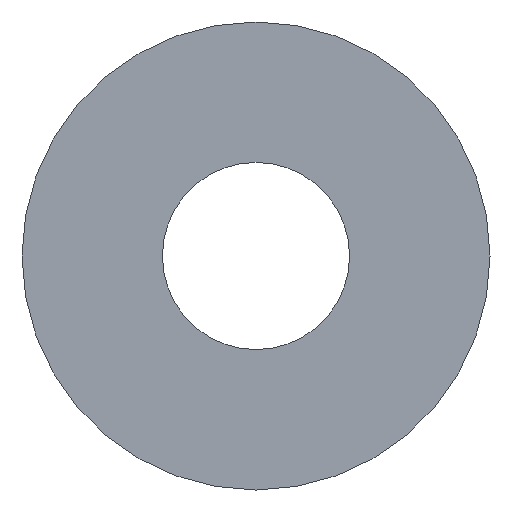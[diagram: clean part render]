
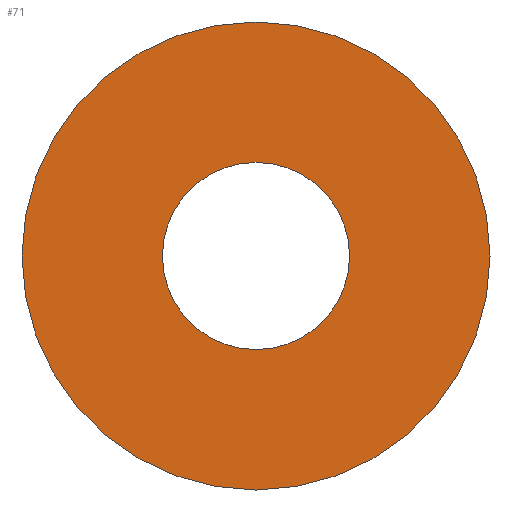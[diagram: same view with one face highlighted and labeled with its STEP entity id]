
A CAD part, left-side view. The second image highlights one B-rep face of the part: STEP entity #71.
In plain terms, the highlighted planar face has unit normal (-1, 0, 0).
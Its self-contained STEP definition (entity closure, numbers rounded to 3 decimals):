
#21=PLANE('',#91);
#25=ORIENTED_EDGE('',*,*,#35,.F.);
#26=ORIENTED_EDGE('',*,*,#33,.T.);
#33=EDGE_CURVE('',#38,#38,#43,.T.);
#35=EDGE_CURVE('',#40,#40,#45,.T.);
#38=VERTEX_POINT('',#123);
#40=VERTEX_POINT('',#128);
#43=CIRCLE('',#89,4.);
#45=CIRCLE('',#92,1.6);
#50=EDGE_LOOP('',(#25));
#51=EDGE_LOOP('',(#26));
#60=FACE_BOUND('',#50,.T.);
#61=FACE_BOUND('',#51,.T.);
#71=ADVANCED_FACE('',(#60,#61),#21,.T.);
#89=AXIS2_PLACEMENT_3D('',#122,#102,#103);
#91=AXIS2_PLACEMENT_3D('',#126,#106,#107);
#92=AXIS2_PLACEMENT_3D('',#127,#108,#109);
#102=DIRECTION('',(-1.,0.,0.));
#103=DIRECTION('',(0.,1.,0.));
#106=DIRECTION('',(-1.,0.,0.));
#107=DIRECTION('',(0.,-1.,0.));
#108=DIRECTION('',(-1.,0.,0.));
#109=DIRECTION('',(0.,-1.,0.));
#122=CARTESIAN_POINT('',(-3.,0.,0.));
#123=CARTESIAN_POINT('',(-3.,4.,0.));
#126=CARTESIAN_POINT('',(-3.,0.,0.));
#127=CARTESIAN_POINT('',(-3.,0.,0.));
#128=CARTESIAN_POINT('',(-3.,-1.6,0.));
